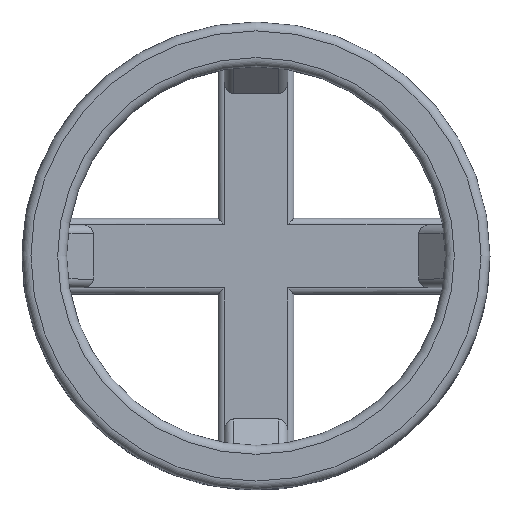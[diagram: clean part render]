
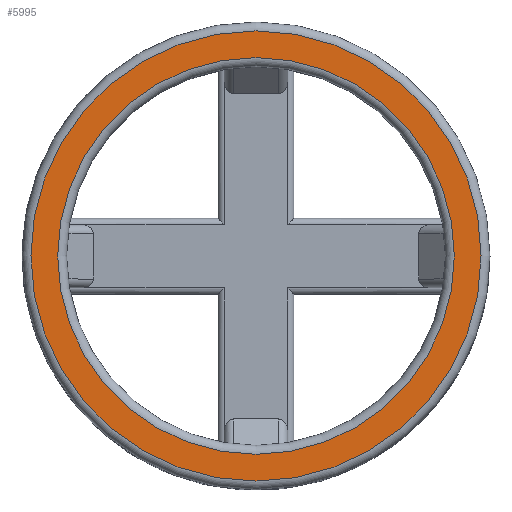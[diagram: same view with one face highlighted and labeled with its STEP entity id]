
A CAD part, top view. The second image highlights one B-rep face of the part: STEP entity #5995.
In plain terms, the highlighted planar face has unit normal (0, 0, 1).
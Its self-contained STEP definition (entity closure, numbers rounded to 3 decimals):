
#459 = TOROIDAL_SURFACE('',#460,22.25,1.);
#460 = AXIS2_PLACEMENT_3D('',#461,#462,#463);
#461 = CARTESIAN_POINT('',(0.,0.,21.));
#462 = DIRECTION('',(0.,0.,1.));
#463 = DIRECTION('',(1.,0.,-0.));
#4478 = VERTEX_POINT('',#4479);
#4479 = CARTESIAN_POINT('',(22.25,0.,22.));
#4499 = EDGE_CURVE('',#4478,#4478,#4500,.T.);
#4500 = SURFACE_CURVE('',#4501,(#4506,#4513),.PCURVE_S1.);
#4501 = CIRCLE('',#4502,22.25);
#4502 = AXIS2_PLACEMENT_3D('',#4503,#4504,#4505);
#4503 = CARTESIAN_POINT('',(0.,0.,22.));
#4504 = DIRECTION('',(0.,0.,1.));
#4505 = DIRECTION('',(1.,0.,-0.));
#4506 = PCURVE('',#459,#4507);
#4507 = DEFINITIONAL_REPRESENTATION('',(#4508),#4512);
#4508 = LINE('',#4509,#4510);
#4509 = CARTESIAN_POINT('',(0.,1.571));
#4510 = VECTOR('',#4511,1.);
#4511 = DIRECTION('',(1.,0.));
#4512 = ( GEOMETRIC_REPRESENTATION_CONTEXT(2) 
PARAMETRIC_REPRESENTATION_CONTEXT() REPRESENTATION_CONTEXT('2D SPACE',''
  ) );
#4513 = PCURVE('',#4514,#4519);
#4514 = PLANE('',#4515);
#4515 = AXIS2_PLACEMENT_3D('',#4516,#4517,#4518);
#4516 = CARTESIAN_POINT('',(0.,0.,22.)
  );
#4517 = DIRECTION('',(0.,0.,1.));
#4518 = DIRECTION('',(1.,0.,-0.));
#4519 = DEFINITIONAL_REPRESENTATION('',(#4520),#4524);
#4520 = CIRCLE('',#4521,22.25);
#4521 = AXIS2_PLACEMENT_2D('',#4522,#4523);
#4522 = CARTESIAN_POINT('',(0.,0.));
#4523 = DIRECTION('',(1.,0.));
#4524 = ( GEOMETRIC_REPRESENTATION_CONTEXT(2) 
PARAMETRIC_REPRESENTATION_CONTEXT() REPRESENTATION_CONTEXT('2D SPACE',''
  ) );
#5995 = ADVANCED_FACE('',(#5996,#5999),#4514,.T.);
#5996 = FACE_BOUND('',#5997,.T.);
#5997 = EDGE_LOOP('',(#5998));
#5998 = ORIENTED_EDGE('',*,*,#4499,.F.);
#5999 = FACE_BOUND('',#6000,.T.);
#6000 = EDGE_LOOP('',(#6001));
#6001 = ORIENTED_EDGE('',*,*,#6002,.T.);
#6002 = EDGE_CURVE('',#6003,#6003,#6005,.T.);
#6003 = VERTEX_POINT('',#6004);
#6004 = CARTESIAN_POINT('',(25.25,0.,22.));
#6005 = SURFACE_CURVE('',#6006,(#6011,#6018),.PCURVE_S1.);
#6006 = CIRCLE('',#6007,25.25);
#6007 = AXIS2_PLACEMENT_3D('',#6008,#6009,#6010);
#6008 = CARTESIAN_POINT('',(0.,0.,22.));
#6009 = DIRECTION('',(0.,0.,1.));
#6010 = DIRECTION('',(1.,0.,-0.));
#6011 = PCURVE('',#4514,#6012);
#6012 = DEFINITIONAL_REPRESENTATION('',(#6013),#6017);
#6013 = CIRCLE('',#6014,25.25);
#6014 = AXIS2_PLACEMENT_2D('',#6015,#6016);
#6015 = CARTESIAN_POINT('',(0.,0.));
#6016 = DIRECTION('',(1.,0.));
#6017 = ( GEOMETRIC_REPRESENTATION_CONTEXT(2) 
PARAMETRIC_REPRESENTATION_CONTEXT() REPRESENTATION_CONTEXT('2D SPACE',''
  ) );
#6018 = PCURVE('',#6019,#6024);
#6019 = TOROIDAL_SURFACE('',#6020,25.25,1.);
#6020 = AXIS2_PLACEMENT_3D('',#6021,#6022,#6023);
#6021 = CARTESIAN_POINT('',(0.,0.,21.));
#6022 = DIRECTION('',(0.,0.,1.));
#6023 = DIRECTION('',(1.,0.,-0.));
#6024 = DEFINITIONAL_REPRESENTATION('',(#6025),#6029);
#6025 = LINE('',#6026,#6027);
#6026 = CARTESIAN_POINT('',(0.,1.571));
#6027 = VECTOR('',#6028,1.);
#6028 = DIRECTION('',(1.,0.));
#6029 = ( GEOMETRIC_REPRESENTATION_CONTEXT(2) 
PARAMETRIC_REPRESENTATION_CONTEXT() REPRESENTATION_CONTEXT('2D SPACE',''
  ) );
